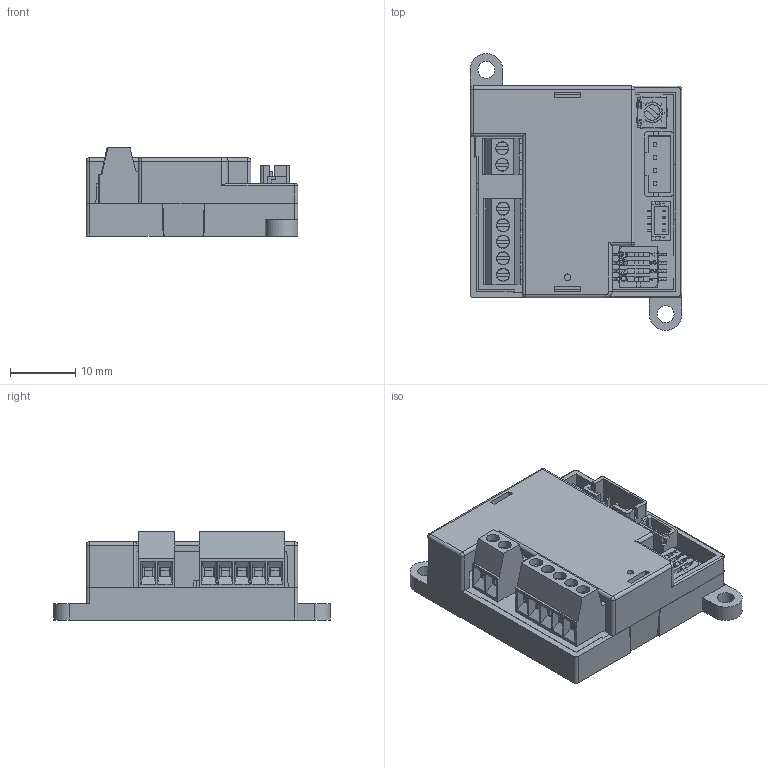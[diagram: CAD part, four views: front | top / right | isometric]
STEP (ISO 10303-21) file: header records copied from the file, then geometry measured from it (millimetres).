
FILE_DESCRIPTION(/* description */ (''),/* implementation_level */ '2;1');
FILE_NAME(/* name */ 'Assieme 3A_MM',/* time_stamp */ '2019-07-11T13:45:16+02:00',/* author */ (''),/* organization */ (''),/* preprocessor_version */ 'ST-DEVELOPER v11',/* originating_system */ 'UGS - NX 5.0',/* authorisation */ '');
FILE_SCHEMA (('AUTOMOTIVE_DESIGN { 1 0 10303 214 1 1 1 1 }'));
Products named in the file (1): LuigA71Eh6vd
Bounding box: 32.5 x 42.5 x 13.51 mm (x, y, z)
Volume: 4421.3 mm3; surface area: 11687.1 mm2
Topology: 58 solids, 58 shells, 1979 faces, 5371 edges, 3535 vertices
Faces by surface type: plane 1639, cylinder 254, bspline 51, torus 21, cone 9, sphere 5
Full cylindrical faces by diameter (mm): 0.5 x4, 1 x1, 1.5 x14, 1.6 x1, 1.7 x7, 1.8 x1, 2 x8, 2.1 x7, 2.4 x3, 2.6 x2
Entity records: 68097 total; most frequent: CARTESIAN_POINT 13122, ORIENTED_EDGE 10724, DIRECTION 9902, EDGE_CURVE 5362, LINE 4480, VECTOR 4480, VERTEX_POINT 3535, AXIS2_PLACEMENT_3D 2711
